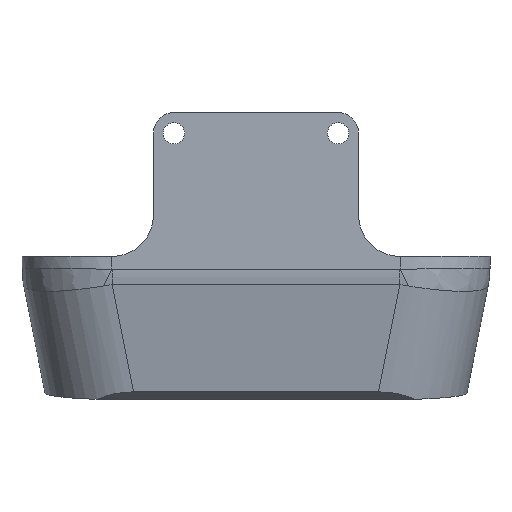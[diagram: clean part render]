
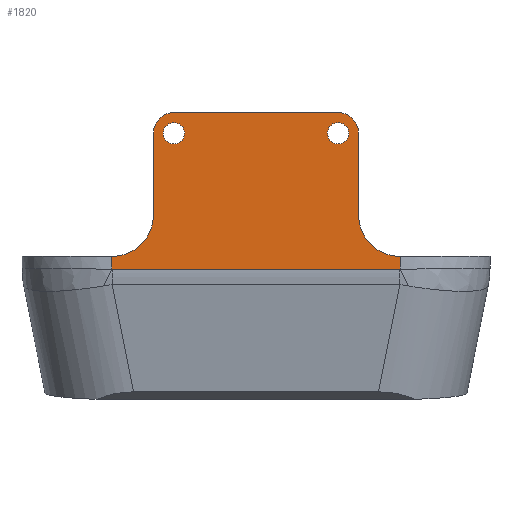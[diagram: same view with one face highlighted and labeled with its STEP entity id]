
A CAD part, left-side view. The second image highlights one B-rep face of the part: STEP entity #1820.
In plain terms, the highlighted planar face has unit normal (-1, 0, 0).
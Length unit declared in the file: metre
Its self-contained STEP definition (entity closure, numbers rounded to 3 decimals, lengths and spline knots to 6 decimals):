
#76=LINE('',#3164,#178);
#77=LINE('',#3200,#179);
#78=LINE('',#3328,#180);
#79=LINE('',#3337,#181);
#80=LINE('',#3341,#182);
#81=LINE('',#3346,#183);
#82=LINE('',#3350,#184);
#83=LINE('',#3354,#185);
#178=VECTOR('',#2312,1.);
#179=VECTOR('',#2315,1.);
#180=VECTOR('',#2326,1.);
#181=VECTOR('',#2335,1.);
#182=VECTOR('',#2338,1.);
#183=VECTOR('',#2339,1.);
#184=VECTOR('',#2342,1.);
#185=VECTOR('',#2345,1.);
#256=PLANE('',#1997);
#311=B_SPLINE_CURVE_WITH_KNOTS('',3,(#3224,#3225,#3226,#3227),
 .UNSPECIFIED.,.F.,.F.,(4,4),(0.,1.),.UNSPECIFIED.);
#316=B_SPLINE_CURVE_WITH_KNOTS('',3,(#3342,#3343,#3344,#3345),
 .UNSPECIFIED.,.F.,.F.,(4,4),(0.,1.),.UNSPECIFIED.);
#375=CIRCLE('',#1998,0.0026);
#376=CIRCLE('',#1999,0.0026);
#377=CIRCLE('',#2000,0.005);
#378=CIRCLE('',#2001,0.01);
#379=CIRCLE('',#2002,0.01);
#380=CIRCLE('',#2003,0.005);
#595=ORIENTED_EDGE('',*,*,#1041,.T.);
#596=ORIENTED_EDGE('',*,*,#1042,.T.);
#597=ORIENTED_EDGE('',*,*,#1043,.F.);
#598=ORIENTED_EDGE('',*,*,#1044,.F.);
#599=ORIENTED_EDGE('',*,*,#1045,.F.);
#600=ORIENTED_EDGE('',*,*,#1046,.T.);
#601=ORIENTED_EDGE('',*,*,#1031,.T.);
#602=ORIENTED_EDGE('',*,*,#1034,.T.);
#603=ORIENTED_EDGE('',*,*,#1027,.F.);
#604=ORIENTED_EDGE('',*,*,#1047,.T.);
#605=ORIENTED_EDGE('',*,*,#1040,.F.);
#606=ORIENTED_EDGE('',*,*,#1048,.T.);
#607=ORIENTED_EDGE('',*,*,#1049,.F.);
#608=ORIENTED_EDGE('',*,*,#1050,.T.);
#609=ORIENTED_EDGE('',*,*,#1051,.F.);
#610=ORIENTED_EDGE('',*,*,#1052,.F.);
#1027=EDGE_CURVE('',#1263,#1264,#76,.T.);
#1031=EDGE_CURVE('',#1267,#1266,#77,.T.);
#1034=EDGE_CURVE('',#1266,#1264,#311,.T.);
#1040=EDGE_CURVE('',#1270,#1268,#78,.T.);
#1041=EDGE_CURVE('',#1271,#1271,#375,.T.);
#1042=EDGE_CURVE('',#1272,#1272,#376,.T.);
#1043=EDGE_CURVE('',#1273,#1274,#377,.T.);
#1044=EDGE_CURVE('',#1275,#1273,#79,.T.);
#1045=EDGE_CURVE('',#1276,#1275,#378,.T.);
#1046=EDGE_CURVE('',#1276,#1267,#80,.T.);
#1047=EDGE_CURVE('',#1263,#1268,#316,.T.);
#1048=EDGE_CURVE('',#1270,#1277,#81,.T.);
#1049=EDGE_CURVE('',#1278,#1277,#379,.T.);
#1050=EDGE_CURVE('',#1278,#1279,#82,.T.);
#1051=EDGE_CURVE('',#1280,#1279,#380,.T.);
#1052=EDGE_CURVE('',#1274,#1280,#83,.T.);
#1263=VERTEX_POINT('',#3163);
#1264=VERTEX_POINT('',#3165);
#1266=VERTEX_POINT('',#3199);
#1267=VERTEX_POINT('',#3201);
#1268=VERTEX_POINT('',#3320);
#1270=VERTEX_POINT('',#3327);
#1271=VERTEX_POINT('',#3331);
#1272=VERTEX_POINT('',#3333);
#1273=VERTEX_POINT('',#3335);
#1274=VERTEX_POINT('',#3336);
#1275=VERTEX_POINT('',#3338);
#1276=VERTEX_POINT('',#3340);
#1277=VERTEX_POINT('',#3347);
#1278=VERTEX_POINT('',#3349);
#1279=VERTEX_POINT('',#3351);
#1280=VERTEX_POINT('',#3353);
#1447=EDGE_LOOP('',(#595));
#1448=EDGE_LOOP('',(#596));
#1449=EDGE_LOOP('',(#597,#598,#599,#600,#601,#602,#603,#604,#605,#606,#607,
#608,#609,#610));
#1621=FACE_BOUND('',#1447,.T.);
#1622=FACE_BOUND('',#1448,.T.);
#1623=FACE_BOUND('',#1449,.T.);
#1820=ADVANCED_FACE('',(#1621,#1622,#1623),#256,.T.);
#1997=AXIS2_PLACEMENT_3D('',#3329,#2327,#2328);
#1998=AXIS2_PLACEMENT_3D('',#3330,#2329,#2330);
#1999=AXIS2_PLACEMENT_3D('',#3332,#2331,#2332);
#2000=AXIS2_PLACEMENT_3D('',#3334,#2333,#2334);
#2001=AXIS2_PLACEMENT_3D('',#3339,#2336,#2337);
#2002=AXIS2_PLACEMENT_3D('',#3348,#2340,#2341);
#2003=AXIS2_PLACEMENT_3D('',#3352,#2343,#2344);
#2312=DIRECTION('',(0.,1.,0.));
#2315=DIRECTION('',(0.,0.,-1.));
#2326=DIRECTION('',(0.,0.,-1.));
#2327=DIRECTION('',(-1.,0.,0.));
#2328=DIRECTION('',(0.,0.,1.));
#2329=DIRECTION('',(1.,0.,0.));
#2330=DIRECTION('',(0.,1.,0.));
#2331=DIRECTION('',(1.,0.,0.));
#2332=DIRECTION('',(0.,1.,0.));
#2333=DIRECTION('',(1.,0.,0.));
#2334=DIRECTION('',(0.,0.707,0.707));
#2335=DIRECTION('',(0.,0.,1.));
#2336=DIRECTION('',(-1.,0.,0.));
#2337=DIRECTION('',(0.,-0.707,-0.707));
#2338=DIRECTION('',(0.,1.,0.));
#2339=DIRECTION('',(0.,1.,0.));
#2340=DIRECTION('',(-1.,0.,0.));
#2341=DIRECTION('',(0.,0.707,-0.707));
#2342=DIRECTION('',(0.,0.,1.));
#2343=DIRECTION('',(1.,0.,0.));
#2344=DIRECTION('',(0.,-0.707,0.707));
#2345=DIRECTION('',(0.,-1.,0.));
#3163=CARTESIAN_POINT('',(0.347216,0.212741,-0.22528));
#3164=CARTESIAN_POINT('',(0.347217,0.2127,-0.22528));
#3165=CARTESIAN_POINT('',(0.347216,0.282859,-0.22528));
#3199=CARTESIAN_POINT('',(0.347217,0.2829,-0.225269));
#3200=CARTESIAN_POINT('',(0.347217,0.2829,-0.222161));
#3201=CARTESIAN_POINT('',(0.347217,0.2829,-0.222161));
#3224=CARTESIAN_POINT('',(0.347217,0.2829,-0.225269));
#3225=CARTESIAN_POINT('',(0.347217,0.282886,-0.225276));
#3226=CARTESIAN_POINT('',(0.347217,0.282872,-0.22528));
#3227=CARTESIAN_POINT('',(0.347217,0.282859,-0.22528));
#3320=CARTESIAN_POINT('',(0.347216,0.2127,-0.225269));
#3327=CARTESIAN_POINT('',(0.347217,0.2127,-0.222161));
#3328=CARTESIAN_POINT('',(0.347217,0.2127,-0.222161));
#3329=CARTESIAN_POINT('',(0.347217,0.2127,-0.222161));
#3330=CARTESIAN_POINT('',(0.347217,0.2278,-0.192161));
#3331=CARTESIAN_POINT('',(0.347217,0.2304,-0.192161));
#3332=CARTESIAN_POINT('',(0.347217,0.2678,-0.192161));
#3333=CARTESIAN_POINT('',(0.347217,0.2704,-0.192161));
#3334=CARTESIAN_POINT('',(0.347217,0.2678,-0.192161));
#3335=CARTESIAN_POINT('',(0.347217,0.2728,-0.192161));
#3336=CARTESIAN_POINT('',(0.347217,0.2678,-0.187161));
#3337=CARTESIAN_POINT('',(0.347217,0.2728,-0.222161));
#3338=CARTESIAN_POINT('',(0.347217,0.2728,-0.212161));
#3339=CARTESIAN_POINT('',(0.347217,0.2828,-0.212161));
#3340=CARTESIAN_POINT('',(0.347217,0.2828,-0.222161));
#3341=CARTESIAN_POINT('',(0.347217,0.2127,-0.222161));
#3342=CARTESIAN_POINT('',(0.347217,0.212741,-0.22528));
#3343=CARTESIAN_POINT('',(0.347217,0.212728,-0.22528));
#3344=CARTESIAN_POINT('',(0.347217,0.212714,-0.225276));
#3345=CARTESIAN_POINT('',(0.347217,0.2127,-0.225269));
#3346=CARTESIAN_POINT('',(0.347217,0.2127,-0.222161));
#3347=CARTESIAN_POINT('',(0.347217,0.2128,-0.222161));
#3348=CARTESIAN_POINT('',(0.347217,0.2128,-0.212161));
#3349=CARTESIAN_POINT('',(0.347217,0.2228,-0.212161));
#3350=CARTESIAN_POINT('',(0.347217,0.2228,-0.222161));
#3351=CARTESIAN_POINT('',(0.347217,0.2228,-0.192161));
#3352=CARTESIAN_POINT('',(0.347217,0.2278,-0.192161));
#3353=CARTESIAN_POINT('',(0.347217,0.2278,-0.187161));
#3354=CARTESIAN_POINT('',(0.347217,0.2127,-0.187161));
